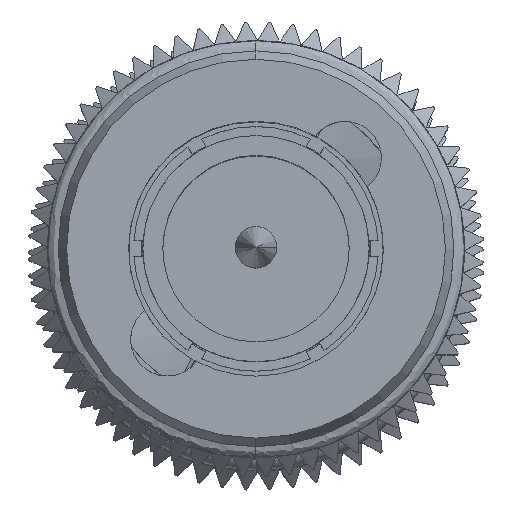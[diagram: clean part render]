
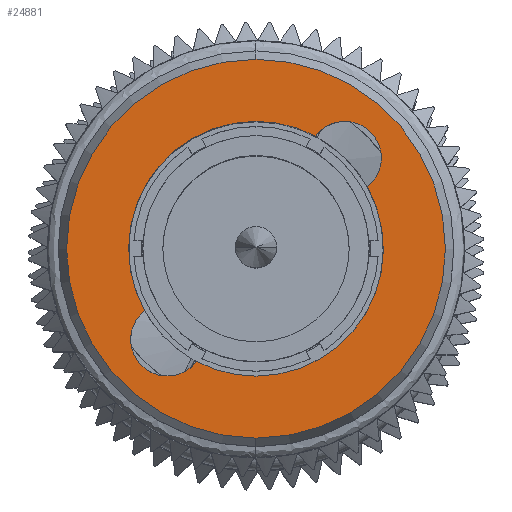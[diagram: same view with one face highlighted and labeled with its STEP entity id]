
A CAD part, top view. The second image highlights one B-rep face of the part: STEP entity #24881.
In plain terms, the highlighted face is planar.
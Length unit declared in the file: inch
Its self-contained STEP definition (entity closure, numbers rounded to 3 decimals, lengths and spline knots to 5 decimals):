
#263 = VERTEX_POINT ( 'NONE', #680 ) ;
#391 = DIRECTION ( 'NONE',  ( 0., 0., -1. ) ) ;
#680 = CARTESIAN_POINT ( 'NONE',  ( 0.33941, 0., 0.23556 ) ) ;
#845 = ORIENTED_EDGE ( 'NONE', *, *, #3101, .T. ) ;
#862 = CARTESIAN_POINT ( 'NONE',  ( 0.33941, -0.07456, 0.13927 ) ) ;
#1217 = VERTEX_POINT ( 'NONE', #10408 ) ;
#1766 = EDGE_CURVE ( 'NONE', #12557, #263, #21742, .T. ) ;
#1803 = ORIENTED_EDGE ( 'NONE', *, *, #29238, .T. ) ;
#1856 = AXIS2_PLACEMENT_3D ( 'NONE', #29557, #3689, #10169 ) ;
#2528 = CARTESIAN_POINT ( 'NONE',  ( 0.33941, 0., -0.0022 ) ) ;
#2888 = VERTEX_POINT ( 'NONE', #20667 ) ;
#3101 = EDGE_CURVE ( 'NONE', #5571, #6746, #12323, .T. ) ;
#3222 = FACE_BOUND ( 'NONE', #16336, .T. ) ;
#3380 = PLANE ( 'NONE',  #1856 ) ;
#3689 = DIRECTION ( 'NONE',  ( 1., 0., 0. ) ) ;
#3706 = CIRCLE ( 'NONE', #5693, 0.046 ) ;
#3757 = CARTESIAN_POINT ( 'NONE',  ( 0.33941, 0.11138, -0.1161 ) ) ;
#4253 = CARTESIAN_POINT ( 'NONE',  ( 0.33941, 0., -0.0022 ) ) ;
#5143 = AXIS2_PLACEMENT_3D ( 'NONE', #14088, #11618, #20966 ) ;
#5571 = VERTEX_POINT ( 'NONE', #18847 ) ;
#5693 = AXIS2_PLACEMENT_3D ( 'NONE', #19742, #12115, #24407 ) ;
#5926 = EDGE_CURVE ( 'NONE', #263, #12557, #12398, .T. ) ;
#5938 = EDGE_CURVE ( 'NONE', #22669, #5571, #29244, .T. ) ;
#6746 = VERTEX_POINT ( 'NONE', #862 ) ;
#7170 = DIRECTION ( 'NONE',  ( -1., 0., 0. ) ) ;
#7764 = EDGE_LOOP ( 'NONE', ( #18216, #27515 ) ) ;
#7930 = CIRCLE ( 'NONE', #9416, 0.15991 ) ;
#8293 = VERTEX_POINT ( 'NONE', #9598 ) ;
#8342 = AXIS2_PLACEMENT_3D ( 'NONE', #23118, #30379, #25445 ) ;
#8492 = ORIENTED_EDGE ( 'NONE', *, *, #11741, .F. ) ;
#9416 = AXIS2_PLACEMENT_3D ( 'NONE', #30060, #13445, #15474 ) ;
#9598 = CARTESIAN_POINT ( 'NONE',  ( 0.33941, 0., -0.16211 ) ) ;
#9806 = CARTESIAN_POINT ( 'NONE',  ( 0.33941, 0., -0.0022 ) ) ;
#10169 = DIRECTION ( 'NONE',  ( 0., 0., -1. ) ) ;
#10408 = CARTESIAN_POINT ( 'NONE',  ( 0.33941, 0.07456, -0.14366 ) ) ;
#11618 = DIRECTION ( 'NONE',  ( -1., 0., 0. ) ) ;
#11741 = EDGE_CURVE ( 'NONE', #12408, #6746, #29412, .T. ) ;
#12115 = DIRECTION ( 'NONE',  ( -1., 0., 0. ) ) ;
#12323 = CIRCLE ( 'NONE', #29685, 0.15991 ) ;
#12398 = CIRCLE ( 'NONE', #19358, 0.23776 ) ;
#12408 = VERTEX_POINT ( 'NONE', #29888 ) ;
#12557 = VERTEX_POINT ( 'NONE', #21970 ) ;
#13445 = DIRECTION ( 'NONE',  ( 1., 0., 0. ) ) ;
#13669 = DIRECTION ( 'NONE',  ( 1., 0., 0. ) ) ;
#13814 = DIRECTION ( 'NONE',  ( 0., 0., -1. ) ) ;
#14088 = CARTESIAN_POINT ( 'NONE',  ( 0.33941, -0.11138, 0.11171 ) ) ;
#14366 = AXIS2_PLACEMENT_3D ( 'NONE', #4253, #13669, #13814 ) ;
#15474 = DIRECTION ( 'NONE',  ( 0., 0., -1. ) ) ;
#15842 = ORIENTED_EDGE ( 'NONE', *, *, #28810, .F. ) ;
#16336 = EDGE_LOOP ( 'NONE', ( #26100, #845, #8492, #22943, #1803, #29733, #15842 ) ) ;
#16464 = DIRECTION ( 'NONE',  ( 0., 0., 1. ) ) ;
#17276 = DIRECTION ( 'NONE',  ( -1., 0., 0. ) ) ;
#17366 = EDGE_CURVE ( 'NONE', #2888, #12408, #3706, .T. ) ;
#18216 = ORIENTED_EDGE ( 'NONE', *, *, #1766, .T. ) ;
#18847 = CARTESIAN_POINT ( 'NONE',  ( 0.33941, 0., 0.15771 ) ) ;
#19358 = AXIS2_PLACEMENT_3D ( 'NONE', #2528, #7170, #16464 ) ;
#19655 = CIRCLE ( 'NONE', #26611, 0.15991 ) ;
#19742 = CARTESIAN_POINT ( 'NONE',  ( 0.33941, -0.11138, 0.11171 ) ) ;
#19921 = DIRECTION ( 'NONE',  ( 1., 0., 0. ) ) ;
#20667 = CARTESIAN_POINT ( 'NONE',  ( 0.33941, -0.13976, 0.07551 ) ) ;
#20966 = DIRECTION ( 'NONE',  ( 0., 0., -1. ) ) ;
#21296 = AXIS2_PLACEMENT_3D ( 'NONE', #3757, #17276, #24280 ) ;
#21324 = EDGE_CURVE ( 'NONE', #8293, #1217, #19655, .T. ) ;
#21742 = CIRCLE ( 'NONE', #8342, 0.23776 ) ;
#21970 = CARTESIAN_POINT ( 'NONE',  ( 0.33941, 0., -0.23995 ) ) ;
#22669 = VERTEX_POINT ( 'NONE', #24395 ) ;
#22943 = ORIENTED_EDGE ( 'NONE', *, *, #17366, .F. ) ;
#23118 = CARTESIAN_POINT ( 'NONE',  ( 0.33941, 0., -0.0022 ) ) ;
#24280 = DIRECTION ( 'NONE',  ( 0., 0., 1. ) ) ;
#24324 = FACE_OUTER_BOUND ( 'NONE', #7764, .T. ) ;
#24395 = CARTESIAN_POINT ( 'NONE',  ( 0.33941, 0.13976, -0.0799 ) ) ;
#24407 = DIRECTION ( 'NONE',  ( 0., 0., -1. ) ) ;
#24881 = ADVANCED_FACE ( 'NONE', ( #3222, #24324 ), #3380, .F. ) ;
#25437 = CARTESIAN_POINT ( 'NONE',  ( 0.33941, 0., -0.0022 ) ) ;
#25445 = DIRECTION ( 'NONE',  ( 0., 0., 1. ) ) ;
#25590 = DIRECTION ( 'NONE',  ( 1., 0., 0. ) ) ;
#26100 = ORIENTED_EDGE ( 'NONE', *, *, #5938, .T. ) ;
#26611 = AXIS2_PLACEMENT_3D ( 'NONE', #9806, #19921, #391 ) ;
#27515 = ORIENTED_EDGE ( 'NONE', *, *, #5926, .T. ) ;
#27757 = DIRECTION ( 'NONE',  ( 0., 0., -1. ) ) ;
#28717 = CIRCLE ( 'NONE', #21296, 0.046 ) ;
#28810 = EDGE_CURVE ( 'NONE', #22669, #1217, #28717, .T. ) ;
#29238 = EDGE_CURVE ( 'NONE', #2888, #8293, #7930, .T. ) ;
#29244 = CIRCLE ( 'NONE', #14366, 0.15991 ) ;
#29412 = CIRCLE ( 'NONE', #5143, 0.046 ) ;
#29557 = CARTESIAN_POINT ( 'NONE',  ( 0.33941, 0., -0.23995 ) ) ;
#29685 = AXIS2_PLACEMENT_3D ( 'NONE', #25437, #25590, #27757 ) ;
#29733 = ORIENTED_EDGE ( 'NONE', *, *, #21324, .T. ) ;
#29888 = CARTESIAN_POINT ( 'NONE',  ( 0.33941, -0.11138, 0.15771 ) ) ;
#30060 = CARTESIAN_POINT ( 'NONE',  ( 0.33941, 0., -0.0022 ) ) ;
#30379 = DIRECTION ( 'NONE',  ( -1., 0., 0. ) ) ;
